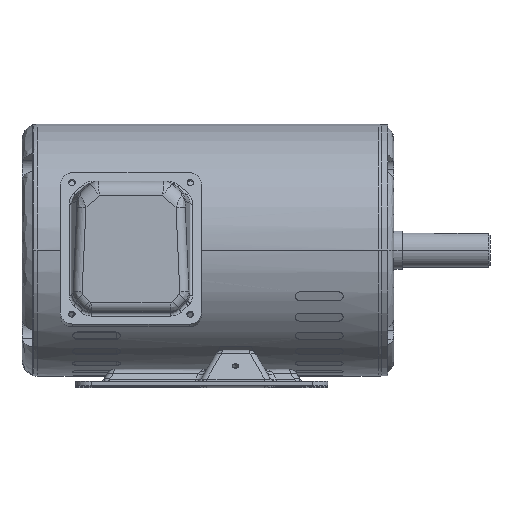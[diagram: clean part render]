
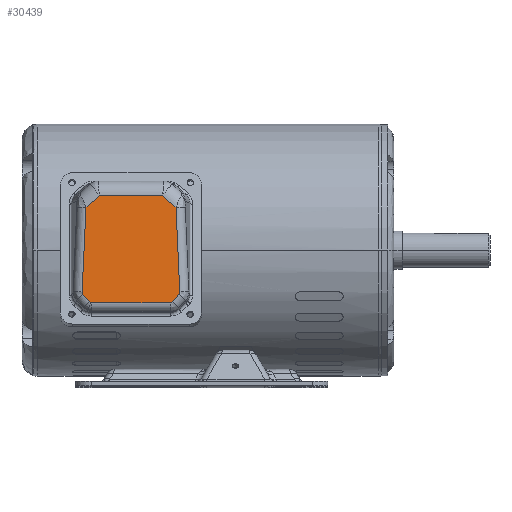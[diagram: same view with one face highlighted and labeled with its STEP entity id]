
A CAD part, top view. The second image highlights one B-rep face of the part: STEP entity #30439.
In plain terms, the highlighted face is planar.
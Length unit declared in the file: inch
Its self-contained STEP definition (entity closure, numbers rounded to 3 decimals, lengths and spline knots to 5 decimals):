
#783 = CARTESIAN_POINT ( 'NONE',  ( 5.4026, -1.3499, 4.39633 ) ) ;
#1725 = CARTESIAN_POINT ( 'NONE',  ( 5.26085, 1.08516, 4.52455 ) ) ;
#1846 = CARTESIAN_POINT ( 'NONE',  ( 5.39027, -1.13805, 4.60289 ) ) ;
#2078 = CARTESIAN_POINT ( 'NONE',  ( 5.40127, -1.3271, 4.43344 ) ) ;
#2395 = CARTESIAN_POINT ( 'NONE',  ( 5.38982, -1.13023, 4.6099 ) ) ;
#2751 = EDGE_CURVE ( 'NONE', #4459, #14952, #9208, .T. ) ;
#3770 = CARTESIAN_POINT ( 'NONE',  ( 5.52287, -3.41563, 4.73034 ) ) ;
#4459 = VERTEX_POINT ( 'NONE', #1725 ) ;
#4893 = EDGE_CURVE ( 'NONE', #25946, #4459, #36893, .T. ) ;
#5436 = CARTESIAN_POINT ( 'NONE',  ( 5.40269, -1.35141, 4.37933 ) ) ;
#7527 = EDGE_CURVE ( 'NONE', #19176, #51540, #21419, .T. ) ;
#8457 = ORIENTED_EDGE ( 'NONE', *, *, #4893, .F. ) ;
#8726 = CARTESIAN_POINT ( 'NONE',  ( 5.40173, -1.33628, 2.31891 ) ) ;
#9208 = LINE ( 'NONE', #55486, #12723 ) ;
#9315 = ORIENTED_EDGE ( 'NONE', *, *, #55799, .F. ) ;
#9323 = ORIENTED_EDGE ( 'NONE', *, *, #25571, .F. ) ;
#9831 = VERTEX_POINT ( 'NONE', #10939 ) ;
#10239 = EDGE_CURVE ( 'NONE', #44866, #54430, #13917, .T. ) ;
#10372 = CARTESIAN_POINT ( 'NONE',  ( 5.40127, -1.3271, 4.43344 ) ) ;
#10608 = CARTESIAN_POINT ( 'NONE',  ( 5.27451, 0.84782, 0.35562 ) ) ;
#10939 = CARTESIAN_POINT ( 'NONE',  ( 5.24285, 1.39302, 2.55913 ) ) ;
#11780 = VECTOR ( 'NONE', #38392, 39.37008 ) ;
#12723 = VECTOR ( 'NONE', #15825, 39.37008 ) ;
#12890 = DIRECTION ( 'NONE',  ( 0., -0.001, -1. ) ) ;
#12922 = ORIENTED_EDGE ( 'NONE', *, *, #10239, .F. ) ;
#13781 = CARTESIAN_POINT ( 'NONE',  ( 5.40128, -1.3286, 2.312 ) ) ;
#13917 = B_SPLINE_CURVE_WITH_KNOTS ( 'NONE', 3,
 ( #5436, #36087, #783, #31786 ),
 .UNSPECIFIED., .F., .F.,
 ( 4, 4 ),
 ( 0., 1. ),
 .UNSPECIFIED. ) ;
#14952 = VERTEX_POINT ( 'NONE', #28166 ) ;
#15187 = CARTESIAN_POINT ( 'NONE',  ( 5.39028, -1.13979, 2.14228 ) ) ;
#15445 = CARTESIAN_POINT ( 'NONE',  ( 5.38807, -1.10024, 4.6224 ) ) ;
#15550 = CARTESIAN_POINT ( 'NONE',  ( 5.38743, -1.09085, 2.12114 ) ) ;
#15825 = DIRECTION ( 'NONE',  ( -0.039, 0.67, -0.742 ) ) ;
#15950 = LINE ( 'NONE', #20422, #11780 ) ;
#16158 = ORIENTED_EDGE ( 'NONE', *, *, #2751, .F. ) ;
#16599 = B_SPLINE_CURVE_WITH_KNOTS ( 'NONE', 3,
 ( #1846, #2395, #32672, #15445, #50623, #20106 ),
 .UNSPECIFIED., .F., .F.,
 ( 4, 2, 4 ),
 ( 0., 0.5, 1. ),
 .UNSPECIFIED. ) ;
#17323 = DIRECTION ( 'NONE',  ( 0.058, -0.998, 0. ) ) ;
#17954 = VECTOR ( 'NONE', #33339, 39.37008 ) ;
#18256 = CARTESIAN_POINT ( 'NONE',  ( 5.40269, -1.35283, 2.36615 ) ) ;
#18617 = VERTEX_POINT ( 'NONE', #31557 ) ;
#18654 = ORIENTED_EDGE ( 'NONE', *, *, #45630, .F. ) ;
#19176 = VERTEX_POINT ( 'NONE', #10372 ) ;
#19377 = CARTESIAN_POINT ( 'NONE',  ( 5.40219, -1.34291, 4.41537 ) ) ;
#19443 = EDGE_CURVE ( 'NONE', #14952, #9831, #21609, .T. ) ;
#20106 = CARTESIAN_POINT ( 'NONE',  ( 5.38677, -1.07788, 4.62345 ) ) ;
#20256 = VERTEX_POINT ( 'NONE', #21085 ) ;
#20330 = FACE_OUTER_BOUND ( 'NONE', #56991, .T. ) ;
#20422 = CARTESIAN_POINT ( 'NONE',  ( 5.4027, -1.35454, -0.05102 ) ) ;
#20547 = ORIENTED_EDGE ( 'NONE', *, *, #38433, .F. ) ;
#21085 = CARTESIAN_POINT ( 'NONE',  ( 5.39028, -1.13979, 2.14228 ) ) ;
#21199 = VECTOR ( 'NONE', #43325, 39.37008 ) ;
#21419 = LINE ( 'NONE', #24660, #17954 ) ;
#21436 = CARTESIAN_POINT ( 'NONE',  ( 5.24286, 1.39221, 1.40229 ) ) ;
#21609 = LINE ( 'NONE', #21436, #31265 ) ;
#21831 = B_SPLINE_CURVE_WITH_KNOTS ( 'NONE', 3,
 ( #41879, #15550, #33541, #32798, #46502, #15187 ),
 .UNSPECIFIED., .F., .F.,
 ( 4, 2, 4 ),
 ( 0., 0.5, 1. ),
 .UNSPECIFIED. ) ;
#22844 = VECTOR ( 'NONE', #38604, 39.37008 ) ;
#23264 = ORIENTED_EDGE ( 'NONE', *, *, #19443, .F. ) ;
#24660 = CARTESIAN_POINT ( 'NONE',  ( 5.38821, -1.10256, 4.6347 ) ) ;
#24738 = CARTESIAN_POINT ( 'NONE',  ( 5.40243, -1.34699, 4.40427 ) ) ;
#25571 = EDGE_CURVE ( 'NONE', #20256, #32166, #37682, .T. ) ;
#25594 = CARTESIAN_POINT ( 'NONE',  ( 5.40128, -1.3286, 2.312 ) ) ;
#25946 = VERTEX_POINT ( 'NONE', #31658 ) ;
#26979 = CARTESIAN_POINT ( 'NONE',  ( 5.40269, -1.35284, 2.35591 ) ) ;
#28166 = CARTESIAN_POINT ( 'NONE',  ( 5.24285, 1.39417, 4.18246 ) ) ;
#28467 = DIRECTION ( 'NONE',  ( 0.043, -0.743, 0.668 ) ) ;
#28476 = CARTESIAN_POINT ( 'NONE',  ( 5.4018, -1.33607, 4.4254 ) ) ;
#28946 = CARTESIAN_POINT ( 'NONE',  ( 5.26599, 0.99528, 2.12006 ) ) ;
#29414 = VECTOR ( 'NONE', #28467, 39.37008 ) ;
#29586 = ORIENTED_EDGE ( 'NONE', *, *, #54697, .F. ) ;
#30184 = LINE ( 'NONE', #34833, #21199 ) ;
#30439 = ADVANCED_FACE ( 'NONE', ( #20330 ), #43239, .F. ) ;
#30471 = CARTESIAN_POINT ( 'NONE',  ( 5.21998, 1.78524, 1.40202 ) ) ;
#30548 = EDGE_CURVE ( 'NONE', #32166, #48292, #38203, .T. ) ;
#30819 = CARTESIAN_POINT ( 'NONE',  ( 5.40209, -1.34241, 2.32729 ) ) ;
#31265 = VECTOR ( 'NONE', #12890, 39.37008 ) ;
#31557 = CARTESIAN_POINT ( 'NONE',  ( 5.38678, -1.07965, 2.12164 ) ) ;
#31658 = CARTESIAN_POINT ( 'NONE',  ( 5.38677, -1.07788, 4.62345 ) ) ;
#31786 = CARTESIAN_POINT ( 'NONE',  ( 5.40243, -1.34699, 4.40427 ) ) ;
#32166 = VERTEX_POINT ( 'NONE', #25594 ) ;
#32672 = CARTESIAN_POINT ( 'NONE',  ( 5.38927, -1.12082, 4.61537 ) ) ;
#32798 = CARTESIAN_POINT ( 'NONE',  ( 5.38928, -1.12258, 2.12978 ) ) ;
#33339 = DIRECTION ( 'NONE',  ( -0.043, 0.744, 0.667 ) ) ;
#33541 = CARTESIAN_POINT ( 'NONE',  ( 5.38808, -1.10201, 2.12272 ) ) ;
#34434 = DIRECTION ( 'NONE',  ( -0.058, 0.997, -0.046 ) ) ;
#34833 = CARTESIAN_POINT ( 'NONE',  ( 5.52288, -3.41755, 2.01805 ) ) ;
#35731 = EDGE_CURVE ( 'NONE', #54430, #19176, #38065, .T. ) ;
#36087 = CARTESIAN_POINT ( 'NONE',  ( 5.40269, -1.3514, 4.38788 ) ) ;
#36893 = LINE ( 'NONE', #3770, #41032 ) ;
#37682 = LINE ( 'NONE', #10608, #29414 ) ;
#37912 = CARTESIAN_POINT ( 'NONE',  ( 5.40243, -1.34699, 4.40427 ) ) ;
#37925 = CARTESIAN_POINT ( 'NONE',  ( 5.40269, -1.35283, 2.36615 ) ) ;
#38065 = B_SPLINE_CURVE_WITH_KNOTS ( 'NONE', 3,
 ( #37912, #19377, #28476, #2078 ),
 .UNSPECIFIED., .F., .F.,
 ( 4, 4 ),
 ( 0., 1. ),
 .UNSPECIFIED. ) ;
#38203 = B_SPLINE_CURVE_WITH_KNOTS ( 'NONE', 3,
 ( #13781, #8726, #30819, #44740, #26979, #18256 ),
 .UNSPECIFIED., .F., .F.,
 ( 4, 2, 4 ),
 ( 0., 0.5, 1. ),
 .UNSPECIFIED. ) ;
#38392 = DIRECTION ( 'NONE',  ( 0., 0.001, 1. ) ) ;
#38433 = EDGE_CURVE ( 'NONE', #51540, #25946, #16599, .T. ) ;
#38604 = DIRECTION ( 'NONE',  ( 0.039, -0.671, -0.741 ) ) ;
#39351 = EDGE_CURVE ( 'NONE', #18617, #20256, #21831, .T. ) ;
#41032 = VECTOR ( 'NONE', #34434, 39.37008 ) ;
#41879 = CARTESIAN_POINT ( 'NONE',  ( 5.38678, -1.07965, 2.12164 ) ) ;
#43216 = CARTESIAN_POINT ( 'NONE',  ( 5.26086, 1.08353, 2.21748 ) ) ;
#43239 = PLANE ( 'NONE',  #43438 ) ;
#43325 = DIRECTION ( 'NONE',  ( 0.058, -0.997, -0.044 ) ) ;
#43438 = AXIS2_PLACEMENT_3D ( 'NONE', #30471, #43623, #17323 ) ;
#43623 = DIRECTION ( 'NONE',  ( -0.998, -0.058, 0. ) ) ;
#44740 = CARTESIAN_POINT ( 'NONE',  ( 5.40257, -1.35069, 2.34579 ) ) ;
#44866 = VERTEX_POINT ( 'NONE', #51097 ) ;
#45630 = EDGE_CURVE ( 'NONE', #46108, #18617, #30184, .T. ) ;
#46108 = VERTEX_POINT ( 'NONE', #43216 ) ;
#46502 = CARTESIAN_POINT ( 'NONE',  ( 5.38983, -1.13198, 2.13526 ) ) ;
#47067 = ORIENTED_EDGE ( 'NONE', *, *, #39351, .F. ) ;
#47616 = ORIENTED_EDGE ( 'NONE', *, *, #35731, .F. ) ;
#48292 = VERTEX_POINT ( 'NONE', #37925 ) ;
#48499 = CARTESIAN_POINT ( 'NONE',  ( 5.39027, -1.13805, 4.60289 ) ) ;
#50623 = CARTESIAN_POINT ( 'NONE',  ( 5.38742, -1.08908, 4.62396 ) ) ;
#51097 = CARTESIAN_POINT ( 'NONE',  ( 5.40269, -1.35141, 4.37933 ) ) ;
#51540 = VERTEX_POINT ( 'NONE', #48499 ) ;
#51849 = LINE ( 'NONE', #28946, #22844 ) ;
#52862 = ORIENTED_EDGE ( 'NONE', *, *, #30548, .F. ) ;
#54430 = VERTEX_POINT ( 'NONE', #24738 ) ;
#54697 = EDGE_CURVE ( 'NONE', #48292, #44866, #15950, .T. ) ;
#55486 = CARTESIAN_POINT ( 'NONE',  ( 5.15214, 2.95118, 2.45881 ) ) ;
#55799 = EDGE_CURVE ( 'NONE', #9831, #46108, #51849, .T. ) ;
#56991 = EDGE_LOOP ( 'NONE', ( #57143, #47616, #12922, #29586, #52862, #9323, #47067, #18654, #9315, #23264, #16158, #8457, #20547 ) ) ;
#57143 = ORIENTED_EDGE ( 'NONE', *, *, #7527, .F. ) ;
